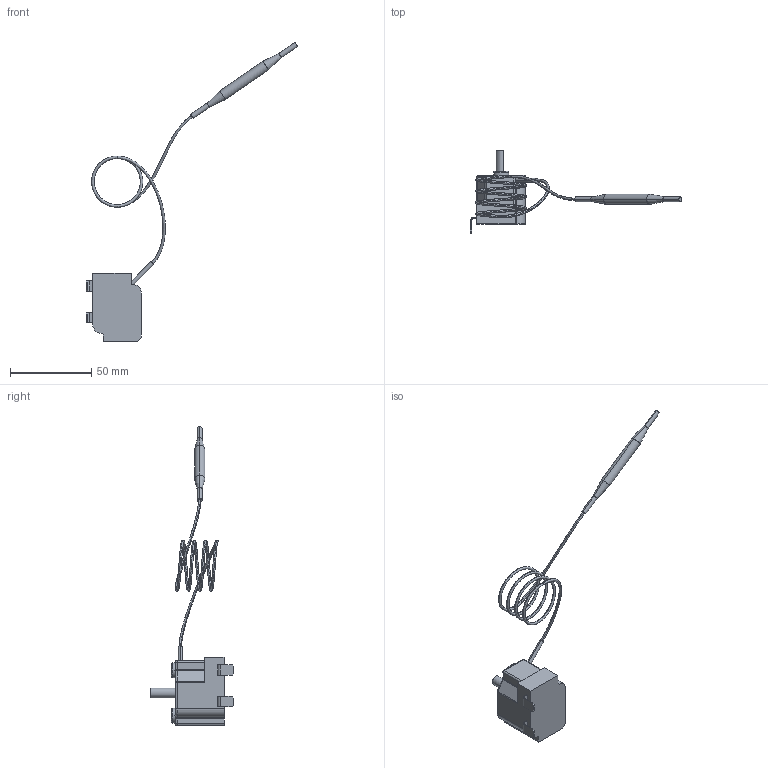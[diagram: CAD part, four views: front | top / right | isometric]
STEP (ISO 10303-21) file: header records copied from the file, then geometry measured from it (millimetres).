
FILE_DESCRIPTION((''),'2;1');
FILE_NAME('THERMOSTAT','2024-09-17T18:36:46',('hasan'),(''),'CREO PARAMETRIC BY PTC INC, 2024063','CREO PARAMETRIC BY PTC INC, 2024063','');
FILE_SCHEMA(('CONFIG_CONTROL_DESIGN'));
Length unit declared in the file: millimetre
Products named in the file (1): THERMOSTAT
Bounding box: 130.33 x 51.5 x 184.34 mm (x, y, z)
Volume: 35393.3 mm3; surface area: 11019 mm2
Topology: 1 solids, 1 shells, 122 faces, 283 edges, 172 vertices
Faces by surface type: cylinder 48, plane 45, torus 10, bspline 8, sphere 7, cone 4
Entity records: 4734 total; most frequent: CARTESIAN_POINT 1912, DIRECTION 597, ORIENTED_EDGE 566, EDGE_CURVE 283, AXIS2_PLACEMENT_3D 224, VERTEX_POINT 172, VECTOR 149, LINE 149
